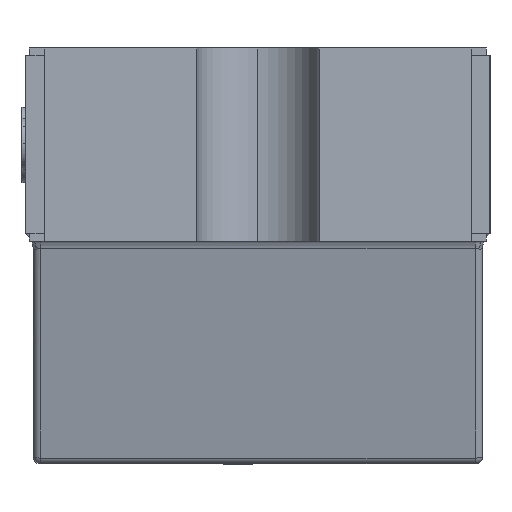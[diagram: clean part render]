
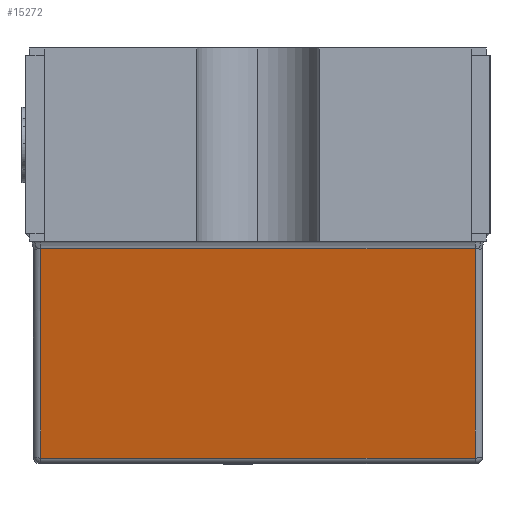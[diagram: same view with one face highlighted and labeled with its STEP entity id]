
A CAD part, left-side view. The second image highlights one B-rep face of the part: STEP entity #15272.
In plain terms, the highlighted planar face has unit normal (-0.98, 0, -0.202).
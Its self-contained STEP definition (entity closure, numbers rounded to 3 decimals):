
#344 = VECTOR ( 'NONE', #2362, 1000. ) ;
#411 = EDGE_CURVE ( 'NONE', #12172, #7907, #2353, .T. ) ;
#2353 = LINE ( 'NONE', #4065, #9467 ) ;
#2362 = DIRECTION ( 'NONE',  ( 0., -1., 0. ) ) ;
#2378 = FACE_OUTER_BOUND ( 'NONE', #10806, .T. ) ;
#2818 = ORIENTED_EDGE ( 'NONE', *, *, #12265, .T. ) ;
#2900 = ORIENTED_EDGE ( 'NONE', *, *, #16517, .T. ) ;
#2993 = CARTESIAN_POINT ( 'NONE',  ( -0.572, -2.156, -0.62 ) ) ;
#4065 = CARTESIAN_POINT ( 'NONE',  ( -0.7, -0.585, 0. ) ) ;
#4546 = CARTESIAN_POINT ( 'NONE',  ( -0.572, 0.585, -0.62 ) ) ;
#6988 = DIRECTION ( 'NONE',  ( -0.979, 0., -0.202 ) ) ;
#6999 = AXIS2_PLACEMENT_3D ( 'NONE', #2993, #6988, #10873 ) ;
#7068 = CARTESIAN_POINT ( 'NONE',  ( -0.692, -2.156, -0.04 ) ) ;
#7863 = CARTESIAN_POINT ( 'NONE',  ( -0.576, -0.585, -0.604 ) ) ;
#7907 = VERTEX_POINT ( 'NONE', #9702 ) ;
#8744 = CARTESIAN_POINT ( 'NONE',  ( -0.576, 0.585, -0.604 ) ) ;
#9187 = LINE ( 'NONE', #9281, #344 ) ;
#9281 = CARTESIAN_POINT ( 'NONE',  ( -0.576, -2.156, -0.604 ) ) ;
#9467 = VECTOR ( 'NONE', #14871, 1000. ) ;
#9544 = DIRECTION ( 'NONE',  ( 0., 1., 0. ) ) ;
#9702 = CARTESIAN_POINT ( 'NONE',  ( -0.692, -0.585, -0.04 ) ) ;
#9704 = CARTESIAN_POINT ( 'NONE',  ( -0.692, 0.585, -0.04 ) ) ;
#10049 = VERTEX_POINT ( 'NONE', #8744 ) ;
#10722 = PLANE ( 'NONE',  #6999 ) ;
#10806 = EDGE_LOOP ( 'NONE', ( #16530, #2818, #2900, #13106 ) ) ;
#10873 = DIRECTION ( 'NONE',  ( -0.202, 0., 0.979 ) ) ;
#10952 = EDGE_CURVE ( 'NONE', #10049, #12172, #9187, .T. ) ;
#12172 = VERTEX_POINT ( 'NONE', #7863 ) ;
#12265 = EDGE_CURVE ( 'NONE', #7907, #12679, #15240, .T. ) ;
#12647 = VECTOR ( 'NONE', #15184, 1000. ) ;
#12679 = VERTEX_POINT ( 'NONE', #9704 ) ;
#13106 = ORIENTED_EDGE ( 'NONE', *, *, #10952, .T. ) ;
#14871 = DIRECTION ( 'NONE',  ( -0.202, 0., 0.979 ) ) ;
#15184 = DIRECTION ( 'NONE',  ( 0.202, 0., -0.979 ) ) ;
#15240 = LINE ( 'NONE', #7068, #16921 ) ;
#15272 = ADVANCED_FACE ( 'NONE', ( #2378 ), #10722, .T. ) ;
#16517 = EDGE_CURVE ( 'NONE', #12679, #10049, #16872, .T. ) ;
#16530 = ORIENTED_EDGE ( 'NONE', *, *, #411, .T. ) ;
#16872 = LINE ( 'NONE', #4546, #12647 ) ;
#16921 = VECTOR ( 'NONE', #9544, 1000. ) ;
